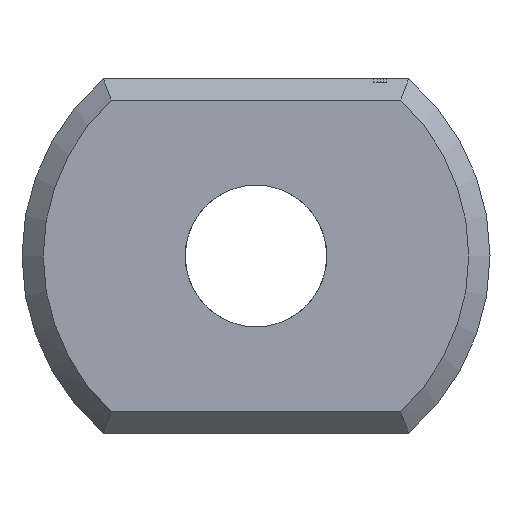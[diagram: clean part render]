
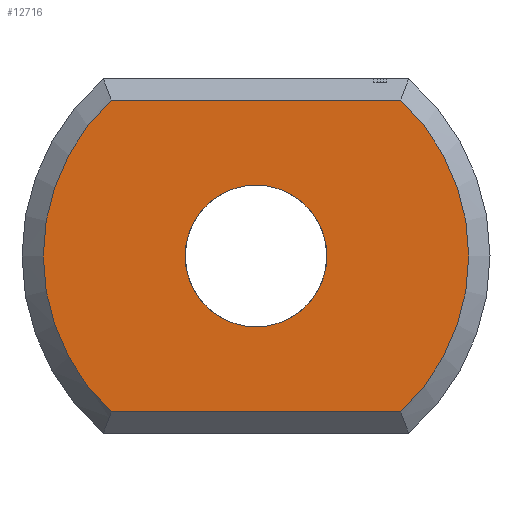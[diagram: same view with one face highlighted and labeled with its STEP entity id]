
A CAD part, left-side view. The second image highlights one B-rep face of the part: STEP entity #12716.
In plain terms, the highlighted planar face has unit normal (-1, 0, 0).
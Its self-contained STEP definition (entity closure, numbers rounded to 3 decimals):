
#298 = PLANE('',#299);
#299 = AXIS2_PLACEMENT_3D('',#300,#301,#302);
#300 = CARTESIAN_POINT('',(0.15,-2.154,-2.35));
#301 = DIRECTION('',(-0.707,0.,-0.707));
#302 = DIRECTION('',(0.,-1.,0.));
#725 = CONICAL_SURFACE('',#726,3.3,0.785);
#726 = AXIS2_PLACEMENT_3D('',#727,#728,#729);
#727 = CARTESIAN_POINT('',(0.3,0.,0.));
#728 = DIRECTION('',(1.,0.,0.));
#729 = DIRECTION('',(0.,0.653,-0.758));
#872 = CONICAL_SURFACE('',#873,3.3,0.785);
#873 = AXIS2_PLACEMENT_3D('',#874,#875,#876);
#874 = CARTESIAN_POINT('',(0.3,0.,0.));
#875 = DIRECTION('',(1.,0.,0.));
#876 = DIRECTION('',(0.,-0.653,0.758));
#909 = VERTEX_POINT('',#910);
#910 = CARTESIAN_POINT('',(0.,-2.04,-2.2));
#937 = VERTEX_POINT('',#938);
#938 = CARTESIAN_POINT('',(0.,2.04,-2.2));
#963 = EDGE_CURVE('',#909,#937,#964,.T.);
#964 = SURFACE_CURVE('',#965,(#969,#976),.PCURVE_S1.);
#965 = LINE('',#966,#967);
#966 = CARTESIAN_POINT('',(0.,-2.154,-2.2));
#967 = VECTOR('',#968,1.);
#968 = DIRECTION('',(0.,1.,0.));
#969 = PCURVE('',#298,#970);
#970 = DEFINITIONAL_REPRESENTATION('',(#971),#975);
#971 = LINE('',#972,#973);
#972 = CARTESIAN_POINT('',(0.,0.212));
#973 = VECTOR('',#974,1.);
#974 = DIRECTION('',(-1.,0.));
#975 = ( GEOMETRIC_REPRESENTATION_CONTEXT(2) 
PARAMETRIC_REPRESENTATION_CONTEXT() REPRESENTATION_CONTEXT('2D SPACE',''
  ) );
#976 = PCURVE('',#977,#982);
#977 = PLANE('',#978);
#978 = AXIS2_PLACEMENT_3D('',#979,#980,#981);
#979 = CARTESIAN_POINT('',(0.,0.,
    0.));
#980 = DIRECTION('',(1.,0.,0.));
#981 = DIRECTION('',(0.,0.,1.));
#982 = DEFINITIONAL_REPRESENTATION('',(#983),#987);
#983 = LINE('',#984,#985);
#984 = CARTESIAN_POINT('',(-2.2,2.154));
#985 = VECTOR('',#986,1.);
#986 = DIRECTION('',(0.,-1.));
#987 = ( GEOMETRIC_REPRESENTATION_CONTEXT(2) 
PARAMETRIC_REPRESENTATION_CONTEXT() REPRESENTATION_CONTEXT('2D SPACE',''
  ) );
#1826 = PLANE('',#1827);
#1827 = AXIS2_PLACEMENT_3D('',#1828,#1829,#1830);
#1828 = CARTESIAN_POINT('',(0.15,-2.154,2.35));
#1829 = DIRECTION('',(0.707,0.,-0.707
    ));
#1830 = DIRECTION('',(0.,-1.,0.));
#12503 = VERTEX_POINT('',#12504);
#12504 = CARTESIAN_POINT('',(0.,2.04,2.2));
#12529 = EDGE_CURVE('',#937,#12503,#12530,.T.);
#12530 = SURFACE_CURVE('',#12531,(#12536,#12543),.PCURVE_S1.);
#12531 = CIRCLE('',#12532,3.);
#12532 = AXIS2_PLACEMENT_3D('',#12533,#12534,#12535);
#12533 = CARTESIAN_POINT('',(0.,0.,
    0.));
#12534 = DIRECTION('',(1.,0.,0.));
#12535 = DIRECTION('',(0.,0.653,-0.758)
  );
#12536 = PCURVE('',#725,#12537);
#12537 = DEFINITIONAL_REPRESENTATION('',(#12538),#12542);
#12538 = LINE('',#12539,#12540);
#12539 = CARTESIAN_POINT('',(0.,-0.3));
#12540 = VECTOR('',#12541,1.);
#12541 = DIRECTION('',(1.,-0.));
#12542 = ( GEOMETRIC_REPRESENTATION_CONTEXT(2) 
PARAMETRIC_REPRESENTATION_CONTEXT() REPRESENTATION_CONTEXT('2D SPACE',''
  ) );
#12543 = PCURVE('',#977,#12544);
#12544 = DEFINITIONAL_REPRESENTATION('',(#12545),#12549);
#12545 = CIRCLE('',#12546,3.);
#12546 = AXIS2_PLACEMENT_2D('',#12547,#12548);
#12547 = CARTESIAN_POINT('',(0.,0.));
#12548 = DIRECTION('',(-0.758,-0.653));
#12549 = ( GEOMETRIC_REPRESENTATION_CONTEXT(2) 
PARAMETRIC_REPRESENTATION_CONTEXT() REPRESENTATION_CONTEXT('2D SPACE',''
  ) );
#12667 = VERTEX_POINT('',#12668);
#12668 = CARTESIAN_POINT('',(0.,-2.04,2.2));
#12695 = EDGE_CURVE('',#12667,#909,#12696,.T.);
#12696 = SURFACE_CURVE('',#12697,(#12702,#12709),.PCURVE_S1.);
#12697 = CIRCLE('',#12698,3.);
#12698 = AXIS2_PLACEMENT_3D('',#12699,#12700,#12701);
#12699 = CARTESIAN_POINT('',(0.,0.,
    0.));
#12700 = DIRECTION('',(1.,0.,0.));
#12701 = DIRECTION('',(0.,-0.653,0.758)
  );
#12702 = PCURVE('',#872,#12703);
#12703 = DEFINITIONAL_REPRESENTATION('',(#12704),#12708);
#12704 = LINE('',#12705,#12706);
#12705 = CARTESIAN_POINT('',(0.,-0.3));
#12706 = VECTOR('',#12707,1.);
#12707 = DIRECTION('',(1.,-0.));
#12708 = ( GEOMETRIC_REPRESENTATION_CONTEXT(2) 
PARAMETRIC_REPRESENTATION_CONTEXT() REPRESENTATION_CONTEXT('2D SPACE',''
  ) );
#12709 = PCURVE('',#977,#12710);
#12710 = DEFINITIONAL_REPRESENTATION('',(#12711),#12715);
#12711 = CIRCLE('',#12712,3.);
#12712 = AXIS2_PLACEMENT_2D('',#12713,#12714);
#12713 = CARTESIAN_POINT('',(0.,0.));
#12714 = DIRECTION('',(0.758,0.653));
#12715 = ( GEOMETRIC_REPRESENTATION_CONTEXT(2) 
PARAMETRIC_REPRESENTATION_CONTEXT() REPRESENTATION_CONTEXT('2D SPACE',''
  ) );
#12716 = ADVANCED_FACE('',(#12717,#12743),#977,.F.);
#12717 = FACE_BOUND('',#12718,.F.);
#12718 = EDGE_LOOP('',(#12719,#12720,#12741,#12742));
#12719 = ORIENTED_EDGE('',*,*,#12529,.T.);
#12720 = ORIENTED_EDGE('',*,*,#12721,.F.);
#12721 = EDGE_CURVE('',#12667,#12503,#12722,.T.);
#12722 = SURFACE_CURVE('',#12723,(#12727,#12734),.PCURVE_S1.);
#12723 = LINE('',#12724,#12725);
#12724 = CARTESIAN_POINT('',(0.,-2.154,2.2));
#12725 = VECTOR('',#12726,1.);
#12726 = DIRECTION('',(0.,1.,0.));
#12727 = PCURVE('',#977,#12728);
#12728 = DEFINITIONAL_REPRESENTATION('',(#12729),#12733);
#12729 = LINE('',#12730,#12731);
#12730 = CARTESIAN_POINT('',(2.2,2.154));
#12731 = VECTOR('',#12732,1.);
#12732 = DIRECTION('',(0.,-1.));
#12733 = ( GEOMETRIC_REPRESENTATION_CONTEXT(2) 
PARAMETRIC_REPRESENTATION_CONTEXT() REPRESENTATION_CONTEXT('2D SPACE',''
  ) );
#12734 = PCURVE('',#1826,#12735);
#12735 = DEFINITIONAL_REPRESENTATION('',(#12736),#12740);
#12736 = LINE('',#12737,#12738);
#12737 = CARTESIAN_POINT('',(0.,0.212));
#12738 = VECTOR('',#12739,1.);
#12739 = DIRECTION('',(-1.,0.));
#12740 = ( GEOMETRIC_REPRESENTATION_CONTEXT(2) 
PARAMETRIC_REPRESENTATION_CONTEXT() REPRESENTATION_CONTEXT('2D SPACE',''
  ) );
#12741 = ORIENTED_EDGE('',*,*,#12695,.T.);
#12742 = ORIENTED_EDGE('',*,*,#963,.T.);
#12743 = FACE_BOUND('',#12744,.T.);
#12744 = EDGE_LOOP('',(#12745));
#12745 = ORIENTED_EDGE('',*,*,#12746,.T.);
#12746 = EDGE_CURVE('',#12747,#12747,#12749,.T.);
#12747 = VERTEX_POINT('',#12748);
#12748 = CARTESIAN_POINT('',(0.,1.,0.));
#12749 = SURFACE_CURVE('',#12750,(#12755,#12762),.PCURVE_S1.);
#12750 = CIRCLE('',#12751,1.);
#12751 = AXIS2_PLACEMENT_3D('',#12752,#12753,#12754);
#12752 = CARTESIAN_POINT('',(0.,0.,0.));
#12753 = DIRECTION('',(1.,0.,0.));
#12754 = DIRECTION('',(0.,1.,0.));
#12755 = PCURVE('',#977,#12756);
#12756 = DEFINITIONAL_REPRESENTATION('',(#12757),#12761);
#12757 = CIRCLE('',#12758,1.);
#12758 = AXIS2_PLACEMENT_2D('',#12759,#12760);
#12759 = CARTESIAN_POINT('',(0.,0.));
#12760 = DIRECTION('',(0.,-1.));
#12761 = ( GEOMETRIC_REPRESENTATION_CONTEXT(2) 
PARAMETRIC_REPRESENTATION_CONTEXT() REPRESENTATION_CONTEXT('2D SPACE',''
  ) );
#12762 = PCURVE('',#12763,#12768);
#12763 = CYLINDRICAL_SURFACE('',#12764,1.);
#12764 = AXIS2_PLACEMENT_3D('',#12765,#12766,#12767);
#12765 = CARTESIAN_POINT('',(0.,0.,0.));
#12766 = DIRECTION('',(-1.,0.,0.));
#12767 = DIRECTION('',(0.,1.,0.));
#12768 = DEFINITIONAL_REPRESENTATION('',(#12769),#12773);
#12769 = LINE('',#12770,#12771);
#12770 = CARTESIAN_POINT('',(-0.,0.));
#12771 = VECTOR('',#12772,1.);
#12772 = DIRECTION('',(-1.,0.));
#12773 = ( GEOMETRIC_REPRESENTATION_CONTEXT(2) 
PARAMETRIC_REPRESENTATION_CONTEXT() REPRESENTATION_CONTEXT('2D SPACE',''
  ) );
